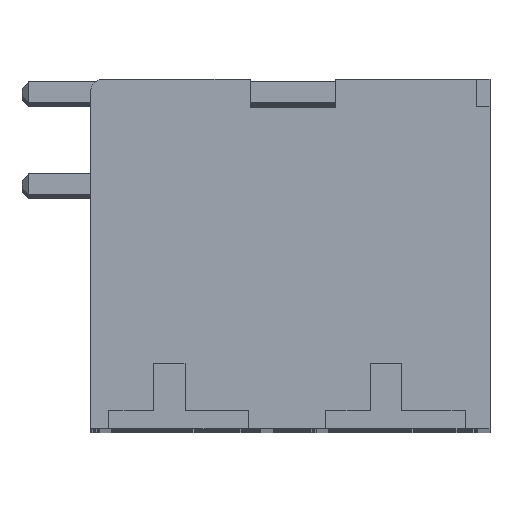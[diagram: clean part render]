
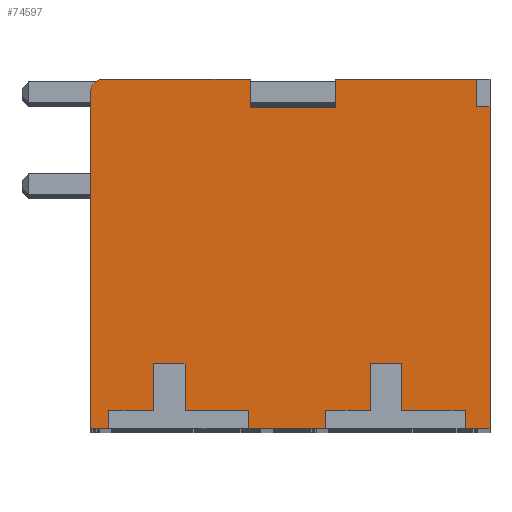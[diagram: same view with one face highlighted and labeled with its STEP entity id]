
A CAD part, top view. The second image highlights one B-rep face of the part: STEP entity #74597.
In plain terms, the highlighted planar face has unit normal (0, 0, 1).
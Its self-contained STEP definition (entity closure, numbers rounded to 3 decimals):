
#19794=DIRECTION('',(-1.,0.,0.));
#19795=VECTOR('',#19794,5.39);
#19796=CARTESIAN_POINT('',(11.703,13.3,33.7));
#19797=LINE('',#19796,#19795);
#20082=DIRECTION('',(0.,-1.,0.));
#20083=VECTOR('',#20082,1.092);
#20084=CARTESIAN_POINT('',(6.313,13.3,33.7));
#20085=LINE('',#20084,#20083);
#20222=DIRECTION('',(0.,1.,0.));
#20223=VECTOR('',#20222,1.092);
#20224=CARTESIAN_POINT('',(3.074,12.208,33.7));
#20225=LINE('',#20224,#20223);
#20966=DIRECTION('',(-1.,0.,0.));
#20967=VECTOR('',#20966,5.716);
#20968=CARTESIAN_POINT('',(3.074,13.3,33.7));
#20969=LINE('',#20968,#20967);
#21546=DIRECTION('',(0.,-1.,0.));
#21547=VECTOR('',#21546,0.02);
#21548=CARTESIAN_POINT('',(-2.641,13.3,33.7));
#21549=LINE('',#21548,#21547);
#25492=DIRECTION('',(-1.,0.,0.));
#25493=VECTOR('',#25492,3.238);
#25494=CARTESIAN_POINT('',(6.313,12.208,33.7));
#25495=LINE('',#25494,#25493);
#25496=DIRECTION('',(0.,1.,0.));
#25497=VECTOR('',#25496,0.7);
#25498=CARTESIAN_POINT('',(11.25,0.,33.7));
#25499=LINE('',#25498,#25497);
#25500=DIRECTION('',(1.,0.,0.));
#25501=VECTOR('',#25500,2.4);
#25502=CARTESIAN_POINT('',(8.85,0.7,33.7));
#25503=LINE('',#25502,#25501);
#25504=DIRECTION('',(0.,-1.,0.));
#25505=VECTOR('',#25504,1.8);
#25506=CARTESIAN_POINT('',(8.85,2.5,33.7));
#25507=LINE('',#25506,#25505);
#25508=DIRECTION('',(1.,0.,0.));
#25509=VECTOR('',#25508,1.2);
#25510=CARTESIAN_POINT('',(7.65,2.5,33.7));
#25511=LINE('',#25510,#25509);
#25512=DIRECTION('',(0.,1.,0.));
#25513=VECTOR('',#25512,1.8);
#25514=CARTESIAN_POINT('',(7.65,0.7,33.7));
#25515=LINE('',#25514,#25513);
#25516=DIRECTION('',(1.,0.,0.));
#25517=VECTOR('',#25516,1.7);
#25518=CARTESIAN_POINT('',(5.95,0.7,33.7));
#25519=LINE('',#25518,#25517);
#25520=DIRECTION('',(0.,1.,0.));
#25521=VECTOR('',#25520,0.7);
#25522=CARTESIAN_POINT('',(5.95,0.,33.7));
#25523=LINE('',#25522,#25521);
#25524=DIRECTION('',(-1.,0.,0.));
#25525=VECTOR('',#25524,2.95);
#25526=CARTESIAN_POINT('',(5.95,0.,33.7));
#25527=LINE('',#25526,#25525);
#25528=DIRECTION('',(0.,1.,0.));
#25529=VECTOR('',#25528,0.7);
#25530=CARTESIAN_POINT('',(3.,0.,33.7));
#25531=LINE('',#25530,#25529);
#25532=DIRECTION('',(1.,0.,0.));
#25533=VECTOR('',#25532,2.4);
#25534=CARTESIAN_POINT('',(0.6,0.7,33.7));
#25535=LINE('',#25534,#25533);
#25536=DIRECTION('',(0.,-1.,0.));
#25537=VECTOR('',#25536,1.8);
#25538=CARTESIAN_POINT('',(0.6,2.5,33.7));
#25539=LINE('',#25538,#25537);
#25540=DIRECTION('',(1.,0.,0.));
#25541=VECTOR('',#25540,1.2);
#25542=CARTESIAN_POINT('',(-0.6,2.5,33.7));
#25543=LINE('',#25542,#25541);
#25544=DIRECTION('',(0.,1.,0.));
#25545=VECTOR('',#25544,1.8);
#25546=CARTESIAN_POINT('',(-0.6,0.7,33.7));
#25547=LINE('',#25546,#25545);
#25548=DIRECTION('',(1.,0.,0.));
#25549=VECTOR('',#25548,1.7);
#25550=CARTESIAN_POINT('',(-2.3,0.7,33.7));
#25551=LINE('',#25550,#25549);
#25552=DIRECTION('',(0.,1.,0.));
#25553=VECTOR('',#25552,0.7);
#25554=CARTESIAN_POINT('',(-2.3,0.,33.7));
#25555=LINE('',#25554,#25553);
#25556=DIRECTION('',(-1.,0.,0.));
#25557=VECTOR('',#25556,0.7);
#25558=CARTESIAN_POINT('',(-2.3,0.,33.7));
#25559=LINE('',#25558,#25557);
#25560=DIRECTION('',(0.,1.,0.));
#25561=VECTOR('',#25560,12.8);
#25562=CARTESIAN_POINT('',(-3.,0.,33.7));
#25563=LINE('',#25562,#25561);
#25564=CARTESIAN_POINT('',(-2.5,12.8,33.7));
#25565=DIRECTION('',(0.,0.,-1.));
#25566=DIRECTION('',(-1.,0.,0.));
#25567=AXIS2_PLACEMENT_3D('',#25564,#25565,#25566);
#25569=DIRECTION('',(0.,-1.,0.));
#25570=VECTOR('',#25569,12.25);
#25571=CARTESIAN_POINT('',(12.2,12.25,33.7));
#25572=LINE('',#25571,#25570);
#25573=DIRECTION('',(-1.,0.,0.));
#25574=VECTOR('',#25573,0.95);
#25575=CARTESIAN_POINT('',(12.2,0.,33.7));
#25576=LINE('',#25575,#25574);
#25736=DIRECTION('',(0.,1.,0.));
#25737=VECTOR('',#25736,1.05);
#25738=CARTESIAN_POINT('',(11.703,12.25,33.7));
#25739=LINE('',#25738,#25737);
#25752=DIRECTION('',(-1.,0.,0.));
#25753=VECTOR('',#25752,0.497);
#25754=CARTESIAN_POINT('',(12.2,12.25,33.7));
#25755=LINE('',#25754,#25753);
#28012=CARTESIAN_POINT('',(-3.,0.,33.7));
#28013=VERTEX_POINT('',#28012);
#28094=CARTESIAN_POINT('',(12.2,12.25,33.7));
#28095=CARTESIAN_POINT('',(12.2,0.,33.7));
#28096=VERTEX_POINT('',#28094);
#28097=VERTEX_POINT('',#28095);
#28104=CARTESIAN_POINT('',(11.703,13.3,33.7));
#28105=VERTEX_POINT('',#28104);
#28106=CARTESIAN_POINT('',(6.313,13.3,33.7));
#28107=VERTEX_POINT('',#28106);
#28108=CARTESIAN_POINT('',(6.313,12.208,33.7));
#28109=VERTEX_POINT('',#28108);
#28118=CARTESIAN_POINT('',(3.074,12.208,33.7));
#28119=CARTESIAN_POINT('',(3.074,13.3,33.7));
#28120=VERTEX_POINT('',#28118);
#28121=VERTEX_POINT('',#28119);
#28130=CARTESIAN_POINT('',(-2.641,13.3,33.7));
#28131=VERTEX_POINT('',#28130);
#28132=CARTESIAN_POINT('',(-2.641,13.28,33.7));
#28133=VERTEX_POINT('',#28132);
#28162=CARTESIAN_POINT('',(-3.,12.8,33.7));
#28163=VERTEX_POINT('',#28162);
#28164=CARTESIAN_POINT('',(11.703,12.25,33.7));
#28165=VERTEX_POINT('',#28164);
#28408=CARTESIAN_POINT('',(11.25,0.7,33.7));
#28409=VERTEX_POINT('',#28408);
#28410=CARTESIAN_POINT('',(11.25,0.,33.7));
#28411=VERTEX_POINT('',#28410);
#28412=CARTESIAN_POINT('',(5.95,0.,33.7));
#28413=VERTEX_POINT('',#28412);
#28414=CARTESIAN_POINT('',(5.95,0.7,33.7));
#28415=VERTEX_POINT('',#28414);
#28416=CARTESIAN_POINT('',(7.65,0.7,33.7));
#28417=VERTEX_POINT('',#28416);
#28418=CARTESIAN_POINT('',(7.65,2.5,33.7));
#28419=VERTEX_POINT('',#28418);
#28420=CARTESIAN_POINT('',(8.85,2.5,33.7));
#28421=VERTEX_POINT('',#28420);
#28422=CARTESIAN_POINT('',(8.85,0.7,33.7));
#28423=VERTEX_POINT('',#28422);
#28424=CARTESIAN_POINT('',(3.,0.,33.7));
#28425=VERTEX_POINT('',#28424);
#28426=CARTESIAN_POINT('',(-2.3,0.,33.7));
#28427=VERTEX_POINT('',#28426);
#28428=CARTESIAN_POINT('',(-2.3,0.7,33.7));
#28429=VERTEX_POINT('',#28428);
#28430=CARTESIAN_POINT('',(-0.6,0.7,33.7));
#28431=VERTEX_POINT('',#28430);
#28432=CARTESIAN_POINT('',(-0.6,2.5,33.7));
#28433=VERTEX_POINT('',#28432);
#28434=CARTESIAN_POINT('',(0.6,2.5,33.7));
#28435=VERTEX_POINT('',#28434);
#28436=CARTESIAN_POINT('',(0.6,0.7,33.7));
#28437=VERTEX_POINT('',#28436);
#28438=CARTESIAN_POINT('',(3.,0.7,33.7));
#28439=VERTEX_POINT('',#28438);
#74544=CARTESIAN_POINT('',(0.,0.,33.7));
#74545=DIRECTION('',(0.,0.,1.));
#74546=DIRECTION('',(1.,0.,0.));
#74547=AXIS2_PLACEMENT_3D('',#74544,#74545,#74546);
#74548=PLANE('',#74547);
#74550=ORIENTED_EDGE('',*,*,#74549,.T.);
#74552=ORIENTED_EDGE('',*,*,#74551,.F.);
#74554=ORIENTED_EDGE('',*,*,#74553,.F.);
#74556=ORIENTED_EDGE('',*,*,#74555,.F.);
#74558=ORIENTED_EDGE('',*,*,#74557,.F.);
#74560=ORIENTED_EDGE('',*,*,#74559,.F.);
#74562=ORIENTED_EDGE('',*,*,#74561,.F.);
#74563=ORIENTED_EDGE('',*,*,#37027,.T.);
#74565=ORIENTED_EDGE('',*,*,#74564,.T.);
#74567=ORIENTED_EDGE('',*,*,#74566,.F.);
#74569=ORIENTED_EDGE('',*,*,#74568,.F.);
#74571=ORIENTED_EDGE('',*,*,#74570,.F.);
#74573=ORIENTED_EDGE('',*,*,#74572,.F.);
#74575=ORIENTED_EDGE('',*,*,#74574,.F.);
#74577=ORIENTED_EDGE('',*,*,#74576,.F.);
#74578=ORIENTED_EDGE('',*,*,#37019,.T.);
#74580=ORIENTED_EDGE('',*,*,#74579,.T.);
#74582=ORIENTED_EDGE('',*,*,#74581,.T.);
#74583=ORIENTED_EDGE('',*,*,#67247,.F.);
#74584=ORIENTED_EDGE('',*,*,#67217,.F.);
#74585=ORIENTED_EDGE('',*,*,#65770,.F.);
#74586=ORIENTED_EDGE('',*,*,#74539,.F.);
#74587=ORIENTED_EDGE('',*,*,#65458,.F.);
#74588=ORIENTED_EDGE('',*,*,#65443,.F.);
#74590=ORIENTED_EDGE('',*,*,#74589,.F.);
#74592=ORIENTED_EDGE('',*,*,#74591,.F.);
#74593=ORIENTED_EDGE('',*,*,#65086,.T.);
#74594=ORIENTED_EDGE('',*,*,#37035,.T.);
#74595=EDGE_LOOP('',(#74550,#74552,#74554,#74556,#74558,#74560,#74562,#74563,
#74565,#74567,#74569,#74571,#74573,#74575,#74577,#74578,#74580,#74582,#74583,
#74584,#74585,#74586,#74587,#74588,#74590,#74592,#74593,#74594));
#74596=FACE_OUTER_BOUND('',#74595,.F.);
#25568=CIRCLE('',#25567,0.5);
#37019=EDGE_CURVE('',#28427,#28013,#25559,.T.);
#37027=EDGE_CURVE('',#28413,#28425,#25527,.T.);
#37035=EDGE_CURVE('',#28097,#28411,#25576,.T.);
#65086=EDGE_CURVE('',#28096,#28097,#25572,.T.);
#65443=EDGE_CURVE('',#28105,#28107,#19797,.T.);
#65458=EDGE_CURVE('',#28107,#28109,#20085,.T.);
#65770=EDGE_CURVE('',#28120,#28121,#20225,.T.);
#67217=EDGE_CURVE('',#28121,#28131,#20969,.T.);
#67247=EDGE_CURVE('',#28131,#28133,#21549,.T.);
#74539=EDGE_CURVE('',#28109,#28120,#25495,.T.);
#74549=EDGE_CURVE('',#28411,#28409,#25499,.T.);
#74551=EDGE_CURVE('',#28423,#28409,#25503,.T.);
#74553=EDGE_CURVE('',#28421,#28423,#25507,.T.);
#74555=EDGE_CURVE('',#28419,#28421,#25511,.T.);
#74557=EDGE_CURVE('',#28417,#28419,#25515,.T.);
#74559=EDGE_CURVE('',#28415,#28417,#25519,.T.);
#74561=EDGE_CURVE('',#28413,#28415,#25523,.T.);
#74564=EDGE_CURVE('',#28425,#28439,#25531,.T.);
#74566=EDGE_CURVE('',#28437,#28439,#25535,.T.);
#74568=EDGE_CURVE('',#28435,#28437,#25539,.T.);
#74570=EDGE_CURVE('',#28433,#28435,#25543,.T.);
#74572=EDGE_CURVE('',#28431,#28433,#25547,.T.);
#74574=EDGE_CURVE('',#28429,#28431,#25551,.T.);
#74576=EDGE_CURVE('',#28427,#28429,#25555,.T.);
#74579=EDGE_CURVE('',#28013,#28163,#25563,.T.);
#74581=EDGE_CURVE('',#28163,#28133,#25568,.T.);
#74589=EDGE_CURVE('',#28165,#28105,#25739,.T.);
#74591=EDGE_CURVE('',#28096,#28165,#25755,.T.);
#74597=ADVANCED_FACE('',(#74596),#74548,.T.);
